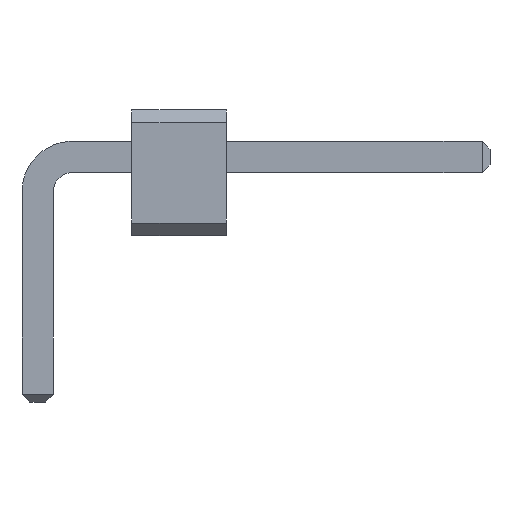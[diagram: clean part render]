
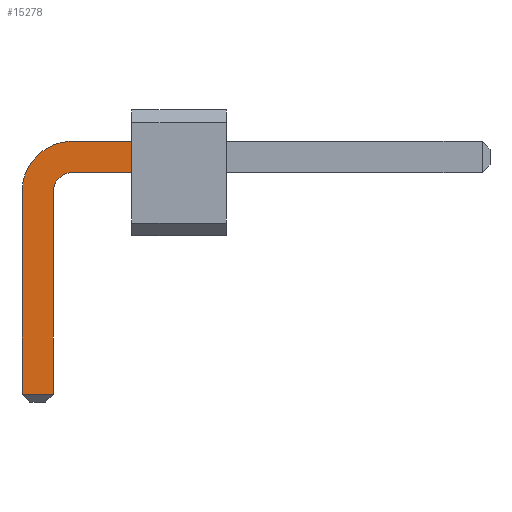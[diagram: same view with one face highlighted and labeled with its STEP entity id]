
A CAD part, front view. The second image highlights one B-rep face of the part: STEP entity #15278.
In plain terms, the highlighted planar face has unit normal (0, -1, 0).
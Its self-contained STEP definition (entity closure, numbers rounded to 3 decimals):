
#4852 = VERTEX_POINT('',#4853);
#4853 = CARTESIAN_POINT('',(1.5,-56.25,1.25));
#4859 = EDGE_CURVE('',#4852,#4860,#4862,.T.);
#4860 = VERTEX_POINT('',#4861);
#4861 = CARTESIAN_POINT('',(1.5,-56.25,0.75));
#4862 = LINE('',#4863,#4864);
#4863 = CARTESIAN_POINT('',(1.5,-56.25,0.499));
#4864 = VECTOR('',#4865,1.);
#4865 = DIRECTION('',(0.,0.,-1.));
#15260 = EDGE_CURVE('',#4860,#15261,#15263,.T.);
#15261 = VERTEX_POINT('',#15262);
#15262 = CARTESIAN_POINT('',(0.5,-56.25,0.75));
#15263 = LINE('',#15264,#15265);
#15264 = CARTESIAN_POINT('',(7.2,-56.25,0.75));
#15265 = VECTOR('',#15266,1.);
#15266 = DIRECTION('',(-1.,0.,0.));
#15278 = ADVANCED_FACE('',(#15279),#15331,.F.);
#15279 = FACE_BOUND('',#15280,.F.);
#15280 = EDGE_LOOP('',(#15281,#15282,#15283,#15292,#15300,#15308,#15316,
#15325));
#15281 = ORIENTED_EDGE('',*,*,#4859,.T.);
#15282 = ORIENTED_EDGE('',*,*,#15260,.T.);
#15283 = ORIENTED_EDGE('',*,*,#15284,.T.);
#15284 = EDGE_CURVE('',#15261,#15285,#15287,.T.);
#15285 = VERTEX_POINT('',#15286);
#15286 = CARTESIAN_POINT('',(0.25,-56.25,0.5));
#15287 = CIRCLE('',#15288,0.324);
#15288 = AXIS2_PLACEMENT_3D('',#15289,#15290,#15291);
#15289 = CARTESIAN_POINT('',(0.567,-56.25,0.433));
#15290 = DIRECTION('',(0.,-1.,0.));
#15291 = DIRECTION('',(-0.207,0.,0.978
));
#15292 = ORIENTED_EDGE('',*,*,#15293,.T.);
#15293 = EDGE_CURVE('',#15285,#15294,#15296,.T.);
#15294 = VERTEX_POINT('',#15295);
#15295 = CARTESIAN_POINT('',(0.25,-56.25,-2.775));
#15296 = LINE('',#15297,#15298);
#15297 = CARTESIAN_POINT('',(0.25,-56.25,0.5));
#15298 = VECTOR('',#15299,1.);
#15299 = DIRECTION('',(0.,0.,-1.));
#15300 = ORIENTED_EDGE('',*,*,#15301,.T.);
#15301 = EDGE_CURVE('',#15294,#15302,#15304,.T.);
#15302 = VERTEX_POINT('',#15303);
#15303 = CARTESIAN_POINT('',(-0.25,-56.25,-2.775));
#15304 = LINE('',#15305,#15306);
#15305 = CARTESIAN_POINT('',(0.25,-56.25,-2.775));
#15306 = VECTOR('',#15307,1.);
#15307 = DIRECTION('',(-1.,0.,0.));
#15308 = ORIENTED_EDGE('',*,*,#15309,.T.);
#15309 = EDGE_CURVE('',#15302,#15310,#15312,.T.);
#15310 = VERTEX_POINT('',#15311);
#15311 = CARTESIAN_POINT('',(-0.25,-56.25,0.5));
#15312 = LINE('',#15313,#15314);
#15313 = CARTESIAN_POINT('',(-0.25,-56.25,-2.9));
#15314 = VECTOR('',#15315,1.);
#15315 = DIRECTION('',(0.,0.,1.));
#15316 = ORIENTED_EDGE('',*,*,#15317,.T.);
#15317 = EDGE_CURVE('',#15310,#15318,#15320,.T.);
#15318 = VERTEX_POINT('',#15319);
#15319 = CARTESIAN_POINT('',(0.5,-56.25,1.25));
#15320 = CIRCLE('',#15321,0.808);
#15321 = AXIS2_PLACEMENT_3D('',#15322,#15323,#15324);
#15322 = CARTESIAN_POINT('',(0.556,-56.25,0.444));
#15323 = DIRECTION('',(0.,1.,0.));
#15324 = DIRECTION('',(-0.998,0.,
0.069));
#15325 = ORIENTED_EDGE('',*,*,#15326,.T.);
#15326 = EDGE_CURVE('',#15318,#4852,#15327,.T.);
#15327 = LINE('',#15328,#15329);
#15328 = CARTESIAN_POINT('',(0.5,-56.25,1.25));
#15329 = VECTOR('',#15330,1.);
#15330 = DIRECTION('',(1.,0.,0.));
#15331 = PLANE('',#15332);
#15332 = AXIS2_PLACEMENT_3D('',#15333,#15334,#15335);
#15333 = CARTESIAN_POINT('',(2.437,-56.25,0.248));
#15334 = DIRECTION('',(0.,1.,-0.));
#15335 = DIRECTION('',(0.,0.,-1.));
